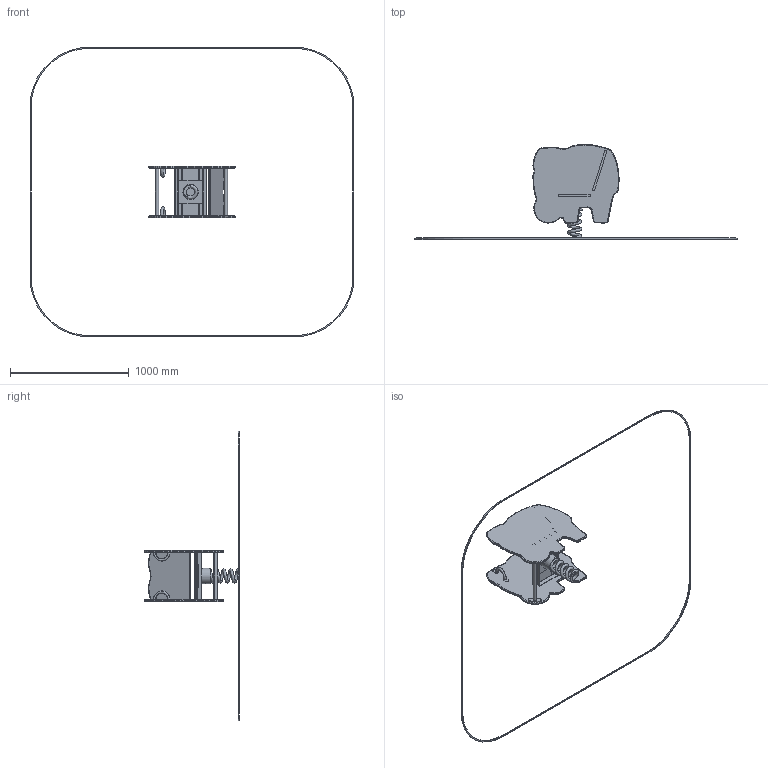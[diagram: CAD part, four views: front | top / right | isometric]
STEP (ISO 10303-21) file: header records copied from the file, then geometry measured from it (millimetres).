
FILE_DESCRIPTION(('STEP AP214'), '1');
FILE_NAME('Êà÷àëêà íà ïðóæèíå ÊÁ-54 ñ ÔÊ', '', ('UNSPECIFIED'), ('UNSPECIFIED'), 'C3D Converter', 'C3D Toolkit', '');
FILE_SCHEMA(('AUTOMOTIVE_DESIGN { 1 0 10303 214 3 1 1}'));
Length unit declared in the file: millimetre
Products named in the file (20): КБ-54-00.00.00; КБ-02.1-00.00.01; КБ-02Х-00.00.03-1015; КБ-02.1-01.00.00; СИС-11.01; КБ-02.1-01.00.01; КБ-02.1-02.00.00-7024; СИС-65.01; ПС-01К.01.01; КБ-02Х-03.00.00; НФ-00002668; КБ-202.01.02; КБ-202.01.01; КБ-202.01.06; КБ-202.01.05; КБ-202.01.03; КБ-54-00.00.01-5000; КБ-55-00.00.02
Assembly tree (25 placements, depth 4):
  КБ-54-00.00.00
    КБ-54-00.00.00
      КБ-02.1-00.00.01
      КБ-02Х-00.00.03-1015
      КБ-02.1-01.00.00  x2
        СИС-11.01
        КБ-02.1-01.00.01
      КБ-02.1-02.00.00-7024  x2
        СИС-65.01
        ПС-01К.01.01
      КБ-02Х-03.00.00
        НФ-00002668
        КБ-202.01.02
        КБ-202.01.01
        КБ-202.01.06
        КБ-202.01.06
        КБ-202.01.05  x2
        КБ-202.01.03  x2
      КБ-54-00.00.01-5000
      КБ-55-00.00.02
Bounding box: 2724.47 x 798.22 x 2436 mm (x, y, z)
Volume: 21543541.1 mm3; surface area: 3283585.9 mm2
Topology: 24 solids, 24 shells, 277 faces, 588 edges, 360 vertices
Faces by surface type: plane 161, cylinder 54, cone 48, bspline 7, torus 4, extrusion 3
Full cylindrical faces by diameter (mm): 21.4 x2, 27 x2, 120 x1, 130 x1
Entity records: 19760 total; most frequent: CARTESIAN_POINT 15083, DIRECTION 622, ORIENTED_EDGE 534, EDGE_CURVE 267, AXIS2_PLACEMENT_3D 222, VECTOR 178, VERTEX_POINT 176, LINE 175
